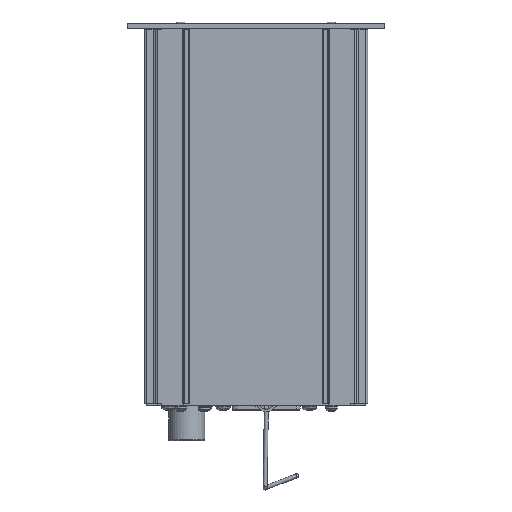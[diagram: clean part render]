
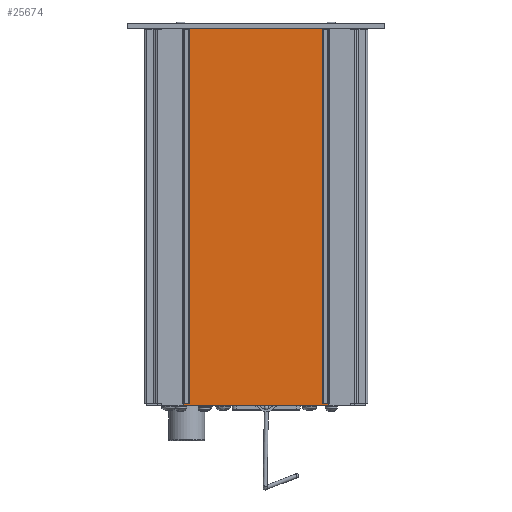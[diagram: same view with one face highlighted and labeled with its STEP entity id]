
A CAD part, left-side view. The second image highlights one B-rep face of the part: STEP entity #25674.
In plain terms, the highlighted planar face has unit normal (-1, 0, 0).
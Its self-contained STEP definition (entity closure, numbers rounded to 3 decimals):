
#1229=CARTESIAN_POINT('',(-1.,-36.183,92.95));
#1230=VERTEX_POINT('',#1229);
#1231=CARTESIAN_POINT('',(-1.,-33.029,92.95));
#1232=VERTEX_POINT('',#1231);
#1233=CARTESIAN_POINT('',(-1.,-36.183,92.95));
#1234=DIRECTION('',(0.0,1.0,0.0));
#1235=VECTOR('',#1234,3.154);
#1236=LINE('',#1233,#1235);
#1237=EDGE_CURVE('',#1230,#1232,#1236,.T.);
#1381=CARTESIAN_POINT('',(-1.,36.183,92.95));
#1382=VERTEX_POINT('',#1381);
#1383=CARTESIAN_POINT('',(-1.,36.183,-93.25));
#1384=VERTEX_POINT('',#1383);
#1385=CARTESIAN_POINT('',(-1.,36.183,92.95));
#1386=DIRECTION('',(0.0,0.0,-1.0));
#1387=VECTOR('',#1386,186.2);
#1388=LINE('',#1385,#1387);
#1389=EDGE_CURVE('',#1382,#1384,#1388,.T.);
#1423=CARTESIAN_POINT('',(-1.,33.029,92.95));
#1424=VERTEX_POINT('',#1423);
#1425=CARTESIAN_POINT('',(-1.,33.029,92.95));
#1426=DIRECTION('',(0.0,1.0,0.0));
#1427=VECTOR('',#1426,3.154);
#1428=LINE('',#1425,#1427);
#1429=EDGE_CURVE('',#1424,#1382,#1428,.T.);
#1488=CARTESIAN_POINT('',(-1.,-33.029,-93.25));
#1489=VERTEX_POINT('',#1488);
#1490=CARTESIAN_POINT('',(-1.,-33.029,92.95));
#1491=DIRECTION('',(0.0,0.0,-1.0));
#1492=VECTOR('',#1491,186.2);
#1493=LINE('',#1490,#1492);
#1494=EDGE_CURVE('',#1232,#1489,#1493,.T.);
#15889=CARTESIAN_POINT('',(-1.,36.25,93.25));
#15890=VERTEX_POINT('',#15889);
#15897=CARTESIAN_POINT('',(-1.,-36.25,93.25));
#15898=VERTEX_POINT('',#15897);
#15899=CARTESIAN_POINT('',(-1.,36.25,93.25));
#15900=DIRECTION('',(0.0,-1.0,0.0));
#15901=VECTOR('',#15900,72.5);
#15902=LINE('',#15899,#15901);
#15903=EDGE_CURVE('',#15890,#15898,#15902,.T.);
#16473=CARTESIAN_POINT('',(-1.,33.029,-93.25));
#16474=VERTEX_POINT('',#16473);
#16475=CARTESIAN_POINT('',(-1.,36.183,-93.25));
#16476=DIRECTION('',(0.0,-1.0,0.0));
#16477=VECTOR('',#16476,3.154);
#16478=LINE('',#16475,#16477);
#16479=EDGE_CURVE('',#1384,#16474,#16478,.T.);
#16883=CARTESIAN_POINT('',(-1.,33.029,-93.25));
#16884=DIRECTION('',(0.0,0.0,1.0));
#16885=VECTOR('',#16884,186.2);
#16886=LINE('',#16883,#16885);
#16887=EDGE_CURVE('',#16474,#1424,#16886,.T.);
#16951=CARTESIAN_POINT('',(-1.,-36.183,-93.25));
#16952=VERTEX_POINT('',#16951);
#16953=CARTESIAN_POINT('',(-1.,-33.029,-93.25));
#16954=DIRECTION('',(0.0,-1.0,0.0));
#16955=VECTOR('',#16954,3.154);
#16956=LINE('',#16953,#16955);
#16957=EDGE_CURVE('',#1489,#16952,#16956,.T.);
#17366=CARTESIAN_POINT('',(-1.,-36.183,-93.25));
#17367=DIRECTION('',(0.0,0.0,1.0));
#17368=VECTOR('',#17367,186.2);
#17369=LINE('',#17366,#17368);
#17370=EDGE_CURVE('',#16952,#1230,#17369,.T.);
#17814=CARTESIAN_POINT('',(-1.,-36.25,-94.45));
#17815=VERTEX_POINT('',#17814);
#17822=CARTESIAN_POINT('',(-1.,36.25,-94.45));
#17823=VERTEX_POINT('',#17822);
#17824=CARTESIAN_POINT('',(-1.,-36.25,-94.45));
#17825=DIRECTION('',(0.0,1.0,0.0));
#17826=VECTOR('',#17825,72.5);
#17827=LINE('',#17824,#17826);
#17828=EDGE_CURVE('',#17815,#17823,#17827,.T.);
#25633=CARTESIAN_POINT('',(-1.,36.25,-94.45));
#25634=DIRECTION('',(0.0,0.0,1.0));
#25635=VECTOR('',#25634,187.7);
#25636=LINE('',#25633,#25635);
#25637=EDGE_CURVE('',#17823,#15890,#25636,.T.);
#25646=CARTESIAN_POINT('',(-1.,36.25,-20.743));
#25647=DIRECTION('',(-1.0,0.0,0.0));
#25648=DIRECTION('',(0.0,0.0,1.0));
#25649=AXIS2_PLACEMENT_3D('',#25646,#25647,#25648);
#25650=PLANE('',#25649);
#25651=CARTESIAN_POINT('',(-1.,-36.25,-94.45));
#25652=DIRECTION('',(0.0,0.0,1.0));
#25653=VECTOR('',#25652,187.7);
#25654=LINE('',#25651,#25653);
#25655=EDGE_CURVE('',#17815,#15898,#25654,.T.);
#25656=ORIENTED_EDGE('',*,*,#25655,.T.);
#25657=ORIENTED_EDGE('',*,*,#15903,.F.);
#25658=ORIENTED_EDGE('',*,*,#25637,.F.);
#25659=ORIENTED_EDGE('',*,*,#17828,.F.);
#25660=EDGE_LOOP('',(#25656,#25657,#25658,#25659));
#25661=FACE_OUTER_BOUND('',#25660,.T.);
#25662=ORIENTED_EDGE('',*,*,#16957,.F.);
#25663=ORIENTED_EDGE('',*,*,#1494,.F.);
#25664=ORIENTED_EDGE('',*,*,#1237,.F.);
#25665=ORIENTED_EDGE('',*,*,#17370,.F.);
#25666=EDGE_LOOP('',(#25662,#25663,#25664,#25665));
#25667=FACE_BOUND('',#25666,.T.);
#25668=ORIENTED_EDGE('',*,*,#1389,.F.);
#25669=ORIENTED_EDGE('',*,*,#1429,.F.);
#25670=ORIENTED_EDGE('',*,*,#16887,.F.);
#25671=ORIENTED_EDGE('',*,*,#16479,.F.);
#25672=EDGE_LOOP('',(#25668,#25669,#25670,#25671));
#25673=FACE_BOUND('',#25672,.T.);
#25674=ADVANCED_FACE('',(#25661,#25667,#25673),#25650,.T.);
